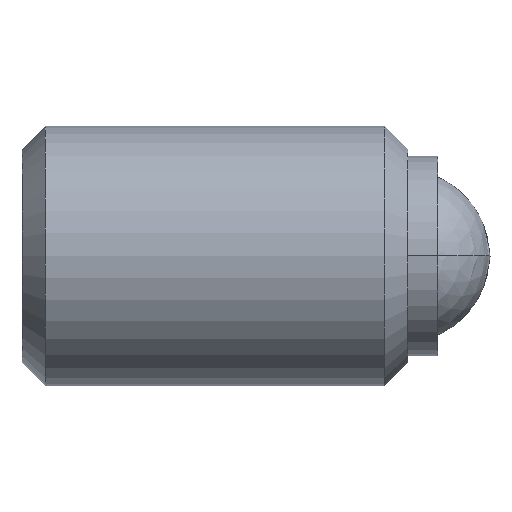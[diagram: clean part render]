
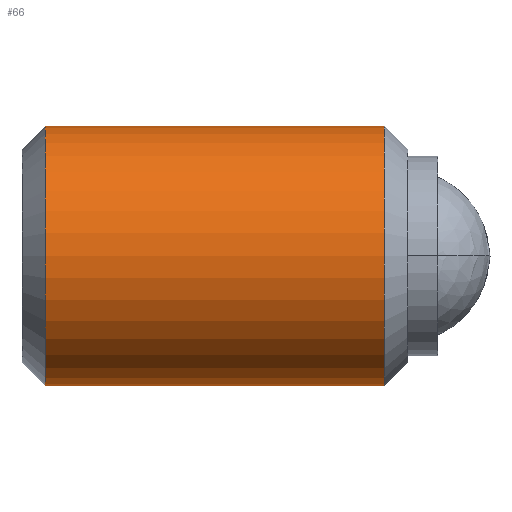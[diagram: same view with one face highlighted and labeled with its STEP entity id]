
A CAD part, top view. The second image highlights one B-rep face of the part: STEP entity #66.
In plain terms, the highlighted cylindrical face has radius 3 mm (diameter 6 mm), a partial arc.
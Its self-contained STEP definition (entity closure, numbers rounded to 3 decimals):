
#66=ADVANCED_FACE('',(#100),#101,.T.);
#100=FACE_OUTER_BOUND('',#166,.T.);
#101=CYLINDRICAL_SURFACE('',#167,3.0);
#166=EDGE_LOOP('',(#237,#238,#239,#240));
#167=AXIS2_PLACEMENT_3D('',#241,#242,#243);
#237=ORIENTED_EDGE('',*,*,#482,.F.);
#238=ORIENTED_EDGE('',*,*,#483,.T.);
#239=ORIENTED_EDGE('',*,*,#484,.F.);
#240=ORIENTED_EDGE('',*,*,#479,.F.);
#241=CARTESIAN_POINT('',(4.45,0.0,0.0));
#242=DIRECTION('',(1.0,0.0,0.0));
#243=DIRECTION('',(0.0,1.0,0.0));
#479=EDGE_CURVE('',#554,#557,#558,.T.);
#482=EDGE_CURVE('',#562,#554,#563,.T.);
#483=EDGE_CURVE('',#562,#564,#565,.T.);
#484=EDGE_CURVE('',#557,#564,#566,.T.);
#554=VERTEX_POINT('',#680);
#557=VERTEX_POINT('',#684);
#558=CIRCLE('',#685,3.0);
#562=VERTEX_POINT('',#690);
#563=LINE('',#691,#692);
#564=VERTEX_POINT('',#693);
#565=CIRCLE('',#694,3.0);
#566=LINE('',#695,#696);
#680=CARTESIAN_POINT('',(8.359,3.0,0.0));
#684=CARTESIAN_POINT('',(8.359,-3.0,0.));
#685=AXIS2_PLACEMENT_3D('',#833,#834,#835);
#690=CARTESIAN_POINT('',(0.541,3.0,0.0));
#691=CARTESIAN_POINT('',(4.45,3.0,0.));
#692=VECTOR('',#840,1.0);
#693=CARTESIAN_POINT('',(0.541,-3.0,0.));
#694=AXIS2_PLACEMENT_3D('',#841,#842,#843);
#695=CARTESIAN_POINT('',(4.45,-3.0,0.));
#696=VECTOR('',#844,1.0);
#833=CARTESIAN_POINT('',(8.359,0.0,0.0));
#834=DIRECTION('',(1.0,0.0,0.0));
#835=DIRECTION('',(0.0,1.0,0.0));
#840=DIRECTION('',(1.0,0.0,0.0));
#841=CARTESIAN_POINT('',(0.541,0.0,0.0));
#842=DIRECTION('',(1.0,0.0,0.0));
#843=DIRECTION('',(0.0,1.0,0.0));
#844=DIRECTION('',(-1.0,-0.0,-0.0));
